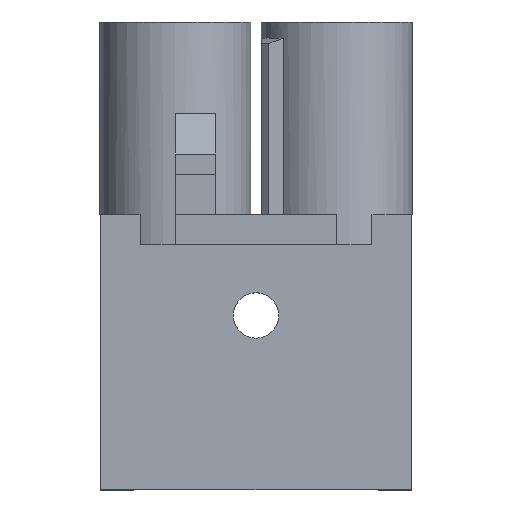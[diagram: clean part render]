
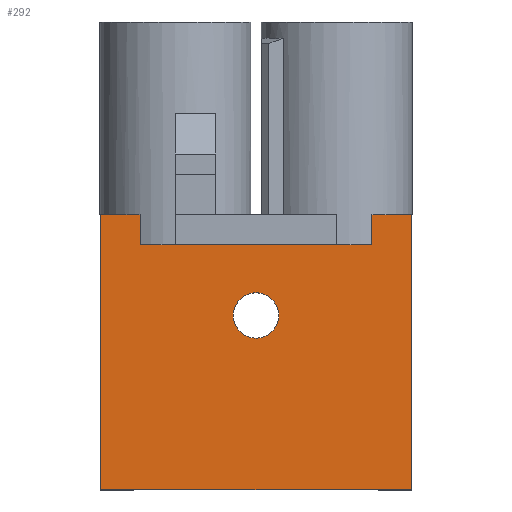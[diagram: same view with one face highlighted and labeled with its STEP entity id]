
A CAD part, top view. The second image highlights one B-rep face of the part: STEP entity #292.
In plain terms, the highlighted planar face has unit normal (0, 0, 1).
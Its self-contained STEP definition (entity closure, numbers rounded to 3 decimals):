
#94=FACE_BOUND('',#687,.T.);
#95=FACE_BOUND('',#688,.T.);
#292=ADVANCED_FACE('',(#94,#95),#422,.F.);
#422=PLANE('',#2834);
#687=EDGE_LOOP('',(#1884));
#688=EDGE_LOOP('',(#1885,#1886,#1887,#1888,#1889,#1890,#1891,#1892,#1893,
#1894));
#814=CIRCLE('',#2754,1.125);
#882=LINE('',#3731,#1122);
#884=LINE('',#3735,#1124);
#889=LINE('',#3763,#1129);
#891=LINE('',#3780,#1131);
#893=LINE('',#3783,#1133);
#903=LINE('',#3832,#1143);
#1038=LINE('',#4188,#1278);
#1044=LINE('',#4204,#1284);
#1080=LINE('',#4282,#1320);
#1083=LINE('',#4298,#1323);
#1122=VECTOR('',#2944,1.);
#1124=VECTOR('',#2948,1.);
#1129=VECTOR('',#2971,1.);
#1131=VECTOR('',#2987,1.);
#1133=VECTOR('',#2991,1.);
#1143=VECTOR('',#3043,1.);
#1278=VECTOR('',#3376,1.);
#1284=VECTOR('',#3396,1.);
#1320=VECTOR('',#3466,1.);
#1323=VECTOR('',#3489,1.);
#1884=ORIENTED_EDGE('',*,*,#2440,.T.);
#1885=ORIENTED_EDGE('',*,*,#2317,.T.);
#1886=ORIENTED_EDGE('',*,*,#2319,.T.);
#1887=ORIENTED_EDGE('',*,*,#2340,.T.);
#1888=ORIENTED_EDGE('',*,*,#2332,.T.);
#1889=ORIENTED_EDGE('',*,*,#2342,.T.);
#1890=ORIENTED_EDGE('',*,*,#2365,.T.);
#1891=ORIENTED_EDGE('',*,*,#2590,.T.);
#1892=ORIENTED_EDGE('',*,*,#2584,.F.);
#1893=ORIENTED_EDGE('',*,*,#2545,.F.);
#1894=ORIENTED_EDGE('',*,*,#2536,.T.);
#2071=VERTEX_POINT('',#3730);
#2072=VERTEX_POINT('',#3732);
#2073=VERTEX_POINT('',#3736);
#2083=VERTEX_POINT('',#3764);
#2084=VERTEX_POINT('',#3765);
#2091=VERTEX_POINT('',#3784);
#2109=VERTEX_POINT('',#3833);
#2157=VERTEX_POINT('',#3994);
#2223=VERTEX_POINT('',#4189);
#2226=VERTEX_POINT('',#4205);
#2251=VERTEX_POINT('',#4283);
#2317=EDGE_CURVE('',#2072,#2071,#882,.T.);
#2319=EDGE_CURVE('',#2071,#2073,#884,.T.);
#2332=EDGE_CURVE('',#2083,#2084,#889,.T.);
#2340=EDGE_CURVE('',#2073,#2083,#891,.T.);
#2342=EDGE_CURVE('',#2084,#2091,#893,.T.);
#2365=EDGE_CURVE('',#2091,#2109,#903,.T.);
#2440=EDGE_CURVE('',#2157,#2157,#814,.T.);
#2536=EDGE_CURVE('',#2223,#2072,#1038,.T.);
#2545=EDGE_CURVE('',#2223,#2226,#1044,.T.);
#2584=EDGE_CURVE('',#2226,#2251,#1080,.T.);
#2590=EDGE_CURVE('',#2109,#2251,#1083,.T.);
#2754=AXIS2_PLACEMENT_3D('',#3993,#3203,#3204);
#2834=AXIS2_PLACEMENT_3D('',#4301,#3494,#3495);
#2944=DIRECTION('',(-1.,0.,0.));
#2948=DIRECTION('',(-1.,0.,0.));
#2971=DIRECTION('',(-1.,0.,0.));
#2987=DIRECTION('',(0.,-1.,0.));
#2991=DIRECTION('',(0.,1.,0.));
#3043=DIRECTION('',(-1.,0.,0.));
#3203=DIRECTION('',(0.,0.,-1.));
#3204=DIRECTION('',(-1.,0.,0.));
#3376=DIRECTION('',(0.,1.,0.));
#3396=DIRECTION('',(-1.,0.,0.));
#3466=DIRECTION('',(0.,1.,0.));
#3489=DIRECTION('',(-1.,0.,0.));
#3494=DIRECTION('',(0.,0.,-1.));
#3495=DIRECTION('',(0.,1.,0.));
#3730=CARTESIAN_POINT('',(5.873,13.002,23.945));
#3731=CARTESIAN_POINT('',(6.657,13.002,23.945));
#3732=CARTESIAN_POINT('',(7.057,13.002,23.945));
#3735=CARTESIAN_POINT('',(6.657,13.002,23.945));
#3736=CARTESIAN_POINT('',(1.875,13.002,23.945));
#3763=CARTESIAN_POINT('',(3.357,11.502,23.945));
#3764=CARTESIAN_POINT('',(1.875,11.502,23.945));
#3765=CARTESIAN_POINT('',(-3.162,11.502,23.945));
#3780=CARTESIAN_POINT('',(1.875,22.552,23.945));
#3783=CARTESIAN_POINT('',(-3.162,13.002,23.945));
#3784=CARTESIAN_POINT('',(-3.162,13.002,23.945));
#3832=CARTESIAN_POINT('',(6.657,13.002,23.945));
#3833=CARTESIAN_POINT('',(-7.16,13.002,23.945));
#3993=CARTESIAN_POINT('',(-0.643,8.002,23.945));
#3994=CARTESIAN_POINT('',(-1.768,8.002,23.945));
#4188=CARTESIAN_POINT('',(7.057,13.002,23.945));
#4189=CARTESIAN_POINT('',(7.057,-0.648,23.945));
#4204=CARTESIAN_POINT('',(6.657,-0.648,23.945));
#4205=CARTESIAN_POINT('',(-8.343,-0.648,23.945));
#4282=CARTESIAN_POINT('',(-8.343,13.002,23.945));
#4283=CARTESIAN_POINT('',(-8.343,13.002,23.945));
#4298=CARTESIAN_POINT('',(6.657,13.002,23.945));
#4301=CARTESIAN_POINT('',(-8.343,13.002,23.945));
